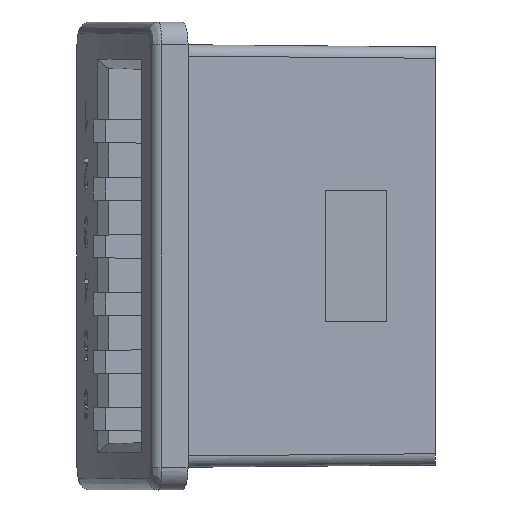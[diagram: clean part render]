
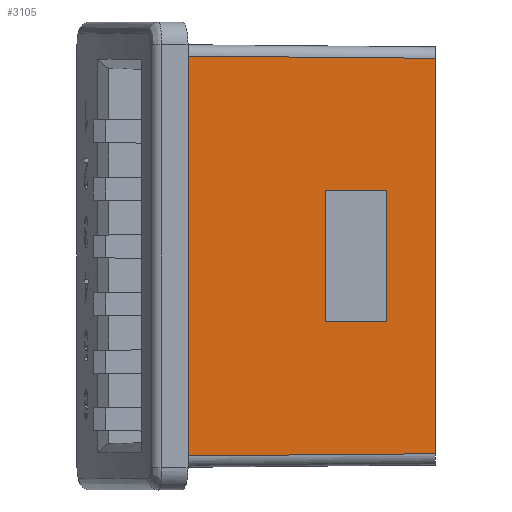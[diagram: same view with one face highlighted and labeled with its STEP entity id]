
A CAD part, left-side view. The second image highlights one B-rep face of the part: STEP entity #3105.
In plain terms, the highlighted planar face has unit normal (-1, -0.009, 0).
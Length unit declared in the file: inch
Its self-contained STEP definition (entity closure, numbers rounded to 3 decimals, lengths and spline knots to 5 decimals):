
#49=FACE_BOUND('',#418,.T.);
#240=FACE_OUTER_BOUND('',#417,.T.);
#417=EDGE_LOOP('',(#2184,#2185,#2186,#2187));
#418=EDGE_LOOP('',(#2188,#2189,#2190,#2191));
#620=LINE('',#4387,#932);
#693=LINE('',#5411,#1005);
#694=LINE('',#5412,#1006);
#695=LINE('',#5413,#1007);
#696=LINE('',#5416,#1008);
#697=LINE('',#5418,#1009);
#698=LINE('',#5420,#1010);
#699=LINE('',#5421,#1011);
#932=VECTOR('',#3581,0.68662);
#1005=VECTOR('',#3762,0.6941);
#1006=VECTOR('',#3763,0.42896);
#1007=VECTOR('',#3764,0.42896);
#1008=VECTOR('',#3765,0.22835);
#1009=VECTOR('',#3766,0.1063);
#1010=VECTOR('',#3767,0.22835);
#1011=VECTOR('',#3768,0.1063);
#1241=VERTEX_POINT('',#4384);
#1242=VERTEX_POINT('',#4386);
#1356=VERTEX_POINT('',#5409);
#1357=VERTEX_POINT('',#5410);
#1358=VERTEX_POINT('',#5414);
#1359=VERTEX_POINT('',#5415);
#1360=VERTEX_POINT('',#5417);
#1361=VERTEX_POINT('',#5419);
#1545=EDGE_CURVE('',#1241,#1242,#620,.T.);
#1680=EDGE_CURVE('',#1356,#1357,#693,.T.);
#1681=EDGE_CURVE('',#1357,#1242,#694,.T.);
#1682=EDGE_CURVE('',#1241,#1356,#695,.T.);
#1683=EDGE_CURVE('',#1358,#1359,#696,.T.);
#1684=EDGE_CURVE('',#1359,#1360,#697,.T.);
#1685=EDGE_CURVE('',#1360,#1361,#698,.T.);
#1686=EDGE_CURVE('',#1361,#1358,#699,.T.);
#2184=ORIENTED_EDGE('',*,*,#1680,.T.);
#2185=ORIENTED_EDGE('',*,*,#1681,.T.);
#2186=ORIENTED_EDGE('',*,*,#1545,.F.);
#2187=ORIENTED_EDGE('',*,*,#1682,.T.);
#2188=ORIENTED_EDGE('',*,*,#1683,.T.);
#2189=ORIENTED_EDGE('',*,*,#1684,.T.);
#2190=ORIENTED_EDGE('',*,*,#1685,.T.);
#2191=ORIENTED_EDGE('',*,*,#1686,.T.);
#2872=PLANE('',#3338);
#3105=ADVANCED_FACE('',(#240,#49),#2872,.T.);
#3338=AXIS2_PLACEMENT_3D('',#5408,#3760,#3761);
#3581=DIRECTION('',(0.,0.,-1.));
#3760=DIRECTION('center_axis',(-1.,-0.009,
0.));
#3761=DIRECTION('ref_axis',(0.,0.,1.));
#3762=DIRECTION('',(0.,0.,-1.));
#3763=DIRECTION('',(0.009,-1.,0.009));
#3764=DIRECTION('',(-0.009,1.,0.009));
#3765=DIRECTION('',(0.,0.,-1.));
#3766=DIRECTION('',(-0.009,1.,0.));
#3767=DIRECTION('',(0.,0.,1.));
#3768=DIRECTION('',(0.009,-1.,0.));
#4384=CARTESIAN_POINT('',(-1.55866,0.29528,0.35276));
#4386=CARTESIAN_POINT('',(-1.55866,0.29528,-0.33386));
#4387=CARTESIAN_POINT('',(-1.55866,0.29528,0.35276));
#5408=CARTESIAN_POINT('Origin',(-1.55866,0.29528,-0.45418));
#5409=CARTESIAN_POINT('',(-1.5624,0.7242,0.3565));
#5410=CARTESIAN_POINT('',(-1.5624,0.7242,-0.3376));
#5411=CARTESIAN_POINT('',(-1.5624,0.7242,0.3565));
#5412=CARTESIAN_POINT('',(-1.5624,0.7242,-0.3376));
#5413=CARTESIAN_POINT('',(-1.55866,0.29528,0.35276));
#5414=CARTESIAN_POINT('',(-1.5594,0.37992,0.12362));
#5415=CARTESIAN_POINT('',(-1.5594,0.37992,-0.10472));
#5416=CARTESIAN_POINT('',(-1.5594,0.37992,0.12362));
#5417=CARTESIAN_POINT('',(-1.56033,0.48622,-0.10472));
#5418=CARTESIAN_POINT('',(-1.5594,0.37992,-0.10472));
#5419=CARTESIAN_POINT('',(-1.56033,0.48622,0.12362));
#5420=CARTESIAN_POINT('',(-1.56033,0.48622,-0.10472));
#5421=CARTESIAN_POINT('',(-1.56033,0.48622,0.12362));
